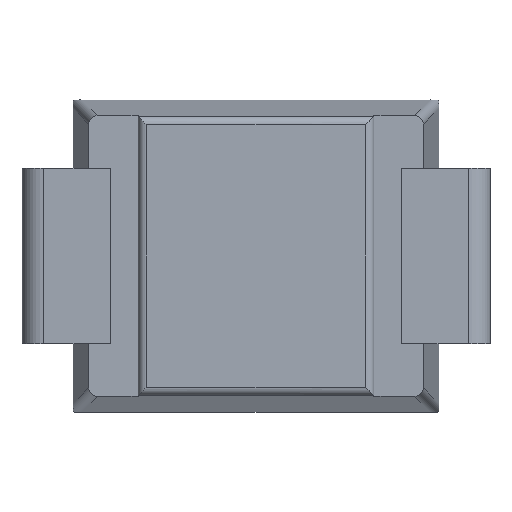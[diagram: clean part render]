
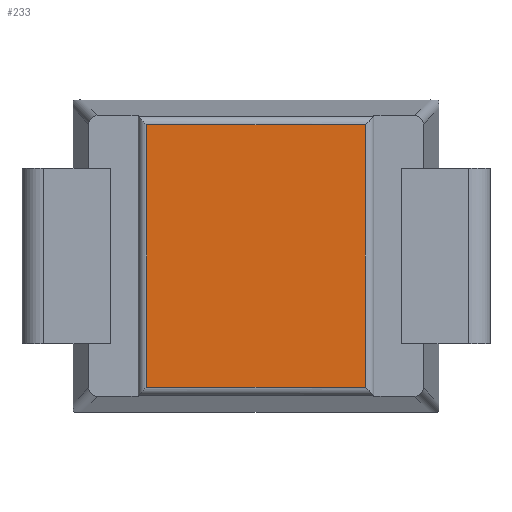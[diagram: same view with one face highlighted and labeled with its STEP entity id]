
A CAD part, front view. The second image highlights one B-rep face of the part: STEP entity #233.
In plain terms, the highlighted planar face has unit normal (0, -1, 0).
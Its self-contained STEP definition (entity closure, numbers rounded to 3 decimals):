
#28 = VECTOR ( 'NONE', #2321, 1000. ) ;
#40 = VERTEX_POINT ( 'NONE', #1834 ) ;
#124 = VECTOR ( 'NONE', #829, 1000. ) ;
#133 = EDGE_CURVE ( 'NONE', #2616, #2539, #215, .T. ) ;
#174 = CARTESIAN_POINT ( 'NONE',  ( -1.26, -1.028, 1.512 ) ) ;
#215 = LINE ( 'NONE', #1076, #1506 ) ;
#233 = ADVANCED_FACE ( 'NONE', ( #1644 ), #1452, .T. ) ;
#398 = LINE ( 'NONE', #1213, #124 ) ;
#405 = CARTESIAN_POINT ( 'NONE',  ( 0., -1.028, 1.512 ) ) ;
#430 = VECTOR ( 'NONE', #2439, 1000. ) ;
#607 = ORIENTED_EDGE ( 'NONE', *, *, #133, .T. ) ;
#792 = AXIS2_PLACEMENT_3D ( 'NONE', #1482, #1030, #1874 ) ;
#829 = DIRECTION ( 'NONE',  ( 1., 0., 0. ) ) ;
#948 = ORIENTED_EDGE ( 'NONE', *, *, #2477, .T. ) ;
#1030 = DIRECTION ( 'NONE',  ( 0., -1., 0. ) ) ;
#1034 = DIRECTION ( 'NONE',  ( 0., 0., -1. ) ) ;
#1042 = CARTESIAN_POINT ( 'NONE',  ( 1.26, -1.028, 1.512 ) ) ;
#1076 = CARTESIAN_POINT ( 'NONE',  ( -1.26, -1.028, -1.596 ) ) ;
#1088 = CARTESIAN_POINT ( 'NONE',  ( -1.26, -1.028, -1.512 ) ) ;
#1213 = CARTESIAN_POINT ( 'NONE',  ( 1.36, -1.028, -1.512 ) ) ;
#1239 = EDGE_CURVE ( 'NONE', #2091, #2616, #1971, .T. ) ;
#1290 = ORIENTED_EDGE ( 'NONE', *, *, #2400, .T. ) ;
#1452 = PLANE ( 'NONE',  #792 ) ;
#1482 = CARTESIAN_POINT ( 'NONE',  ( 0., -1.028, 1.8 ) ) ;
#1506 = VECTOR ( 'NONE', #1034, 1000. ) ;
#1635 = CARTESIAN_POINT ( 'NONE',  ( 1.26, -1.028, 1.8 ) ) ;
#1644 = FACE_OUTER_BOUND ( 'NONE', #1848, .T. ) ;
#1834 = CARTESIAN_POINT ( 'NONE',  ( 1.26, -1.028, -1.512 ) ) ;
#1848 = EDGE_LOOP ( 'NONE', ( #607, #1290, #948, #2581 ) ) ;
#1874 = DIRECTION ( 'NONE',  ( 0., 0., -1. ) ) ;
#1971 = LINE ( 'NONE', #405, #28 ) ;
#2091 = VERTEX_POINT ( 'NONE', #1042 ) ;
#2321 = DIRECTION ( 'NONE',  ( -1., 0., 0. ) ) ;
#2400 = EDGE_CURVE ( 'NONE', #2539, #40, #398, .T. ) ;
#2416 = LINE ( 'NONE', #1635, #430 ) ;
#2439 = DIRECTION ( 'NONE',  ( 0., 0., 1. ) ) ;
#2477 = EDGE_CURVE ( 'NONE', #40, #2091, #2416, .T. ) ;
#2539 = VERTEX_POINT ( 'NONE', #1088 ) ;
#2581 = ORIENTED_EDGE ( 'NONE', *, *, #1239, .T. ) ;
#2616 = VERTEX_POINT ( 'NONE', #174 ) ;
